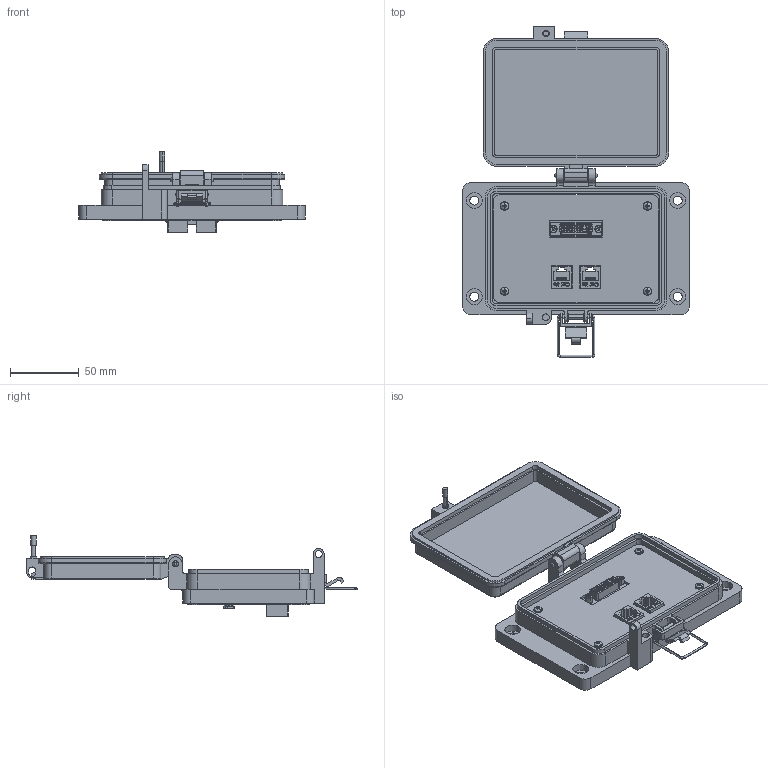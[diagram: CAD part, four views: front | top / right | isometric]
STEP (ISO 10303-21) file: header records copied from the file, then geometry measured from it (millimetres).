
FILE_DESCRIPTION (( 'STEP AP203' ), '1' );
FILE_NAME ('P-Q102R2#2-M4RX_3D.STEP', '2020-01-21T15:24:00', ( '' ), ( '' ), 'SwSTEP 2.0', 'SolidWorks 2019', '' );
FILE_SCHEMA (( 'CONFIG_CONTROL_DESIGN' ));
Length unit declared in the file: millimetre
Products named in the file (12): P-Q102R2#2-M4RX_3D; Q102; P-Q102R2#2-M4RX_BP180_1; 92005A124_METRIC PAN HEAD PHILLIPS MACHINE SCREW_92005A124; Z-000-4243316TFP; P-Q102R2#2-M4RX_FP060_1; Z-H-M4_B; R2; -M4; P-Q102R2#2-M4RX_TP060_1; Z-300-RJ45CAT5
Assembly tree (18 placements, depth 3):
  P-Q102R2#2-M4RX_3D
    P-Q102R2#2-M4RX_BP180_1
    P-Q102R2#2-M4RX_TP060_1
    Z-000-4243316TFP  x4
    P-Q102R2#2-M4RX_FP060_1
    Q102
    R2
      Z-300-RJ45CAT5
    R2
      Z-300-RJ45CAT5
    -M4
      Z-H-M4_B
    92005A124_METRIC PAN HEAD PHILLIPS MACHINE SCREW_92005A124  x4
Bounding box: 164.96 x 240.59 x 58.58 mm (x, y, z)
Volume: 241208.2 mm3; surface area: 144307.7 mm2
Topology: 30 solids, 30 shells, 3735 faces, 10150 edges, 6663 vertices
Faces by surface type: plane 1863, cylinder 1010, bspline 630, cone 208, torus 16, sphere 8
Entity records: 115555 total; most frequent: CARTESIAN_POINT 49741, ORIENTED_EDGE 14510, DIRECTION 11339, EDGE_CURVE 7255, LINE 4951, VECTOR 4951, VERTEX_POINT 4750, AXIS2_PLACEMENT_3D 3194
